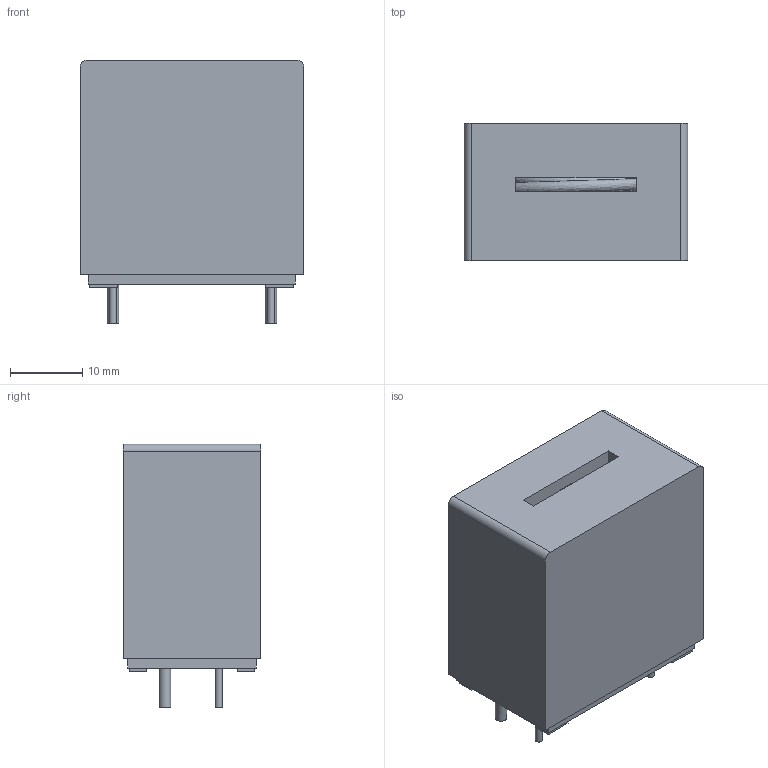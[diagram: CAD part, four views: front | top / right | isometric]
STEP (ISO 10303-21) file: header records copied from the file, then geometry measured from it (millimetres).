
FILE_DESCRIPTION(/* description */ ('Unknown'),/* implementation_level */ '2;1');
FILE_NAME(/* name */ 'L_Wurth_WE-HIDA-3119_Drill2.0mm',/* time_stamp */ '2025-06-04T14:26:04+08:00',/* author */ ('Unknown'),/* organization */ ('Unknown'),/* preprocessor_version */ 'ST-DEVELOPER v19.4',/* originating_system */ 'Solid Edge',/* authorisation */ 'Unknown');
FILE_SCHEMA (('AUTOMOTIVE_DESIGN {1 0 10303 214 3 1 1}'));
Length unit declared in the file: millimetre
Products named in the file (2): L_Wurth_WE-HIDA-3119_Drill2.0mm
Assembly tree (1 placements, depth 2):
  L_Wurth_WE-HIDA-3119_Drill2.0mm
    L_Wurth_WE-HIDA-3119_Drill2.0mm
Bounding box: 31 x 19 x 36.5 mm (x, y, z)
Volume: 14205.8 mm3; surface area: 10329.6 mm2
Topology: 1 solids, 1 shells, 165 faces, 446 edges, 296 vertices
Faces by surface type: plane 125, cylinder 20, bspline 18, torus 2
Full cylindrical faces by diameter (mm): 1 x3, 1.1 x2, 1.5 x1, 1.6 x2, 14.8 x2
Entity records: 8151 total; most frequent: CARTESIAN_POINT 3134, ORIENTED_EDGE 846, DIRECTION 635, EDGE_CURVE 423, VERTEX_POINT 290, LINE 223, VECTOR 223, EDGE_LOOP 221
